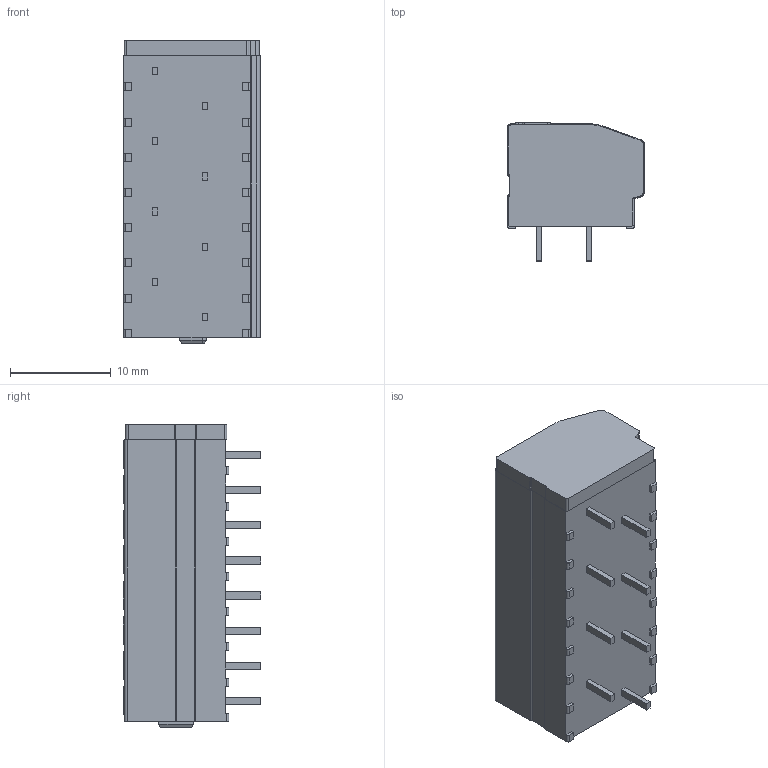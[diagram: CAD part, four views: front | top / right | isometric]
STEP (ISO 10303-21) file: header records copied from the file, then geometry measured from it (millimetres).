
FILE_DESCRIPTION(/* description */ ('STEP AP214'),/* implementation_level */ '2;1');
FILE_NAME(/* name */ '805-108',/* time_stamp */ '2025-01-06T14:04:56+01:00',/* author */ ('License CC BY-ND 4.0'),/* organization */ ('CADENAS'),/* preprocessor_version */ 'ST-DEVELOPER v19.3',/* originating_system */ 'PARTsolutions',/* authorisation */ ' ');
FILE_SCHEMA (('AUTOMOTIVE_DESIGN {1 0 10303 214 3 1 1}'));
Length unit declared in the file: millimetre
Products named in the file (1): 805-108
Bounding box: 13.6 x 13.7 x 30.1 mm (x, y, z)
Volume: 3633.1 mm3; surface area: 2392.3 mm2
Topology: 1 solids, 1 shells, 630 faces, 1681 edges, 1092 vertices
Faces by surface type: plane 424, cylinder 179, cone 27
Full cylindrical faces by diameter (mm): 2.1 x8
Entity records: 23821 total; most frequent: CARTESIAN_POINT 3394, ORIENTED_EDGE 3330, DIRECTION 3312, EDGE_CURVE 1665, LINE 1276, VECTOR 1276, VERTEX_POINT 1092, AXIS2_PLACEMENT_3D 1018
